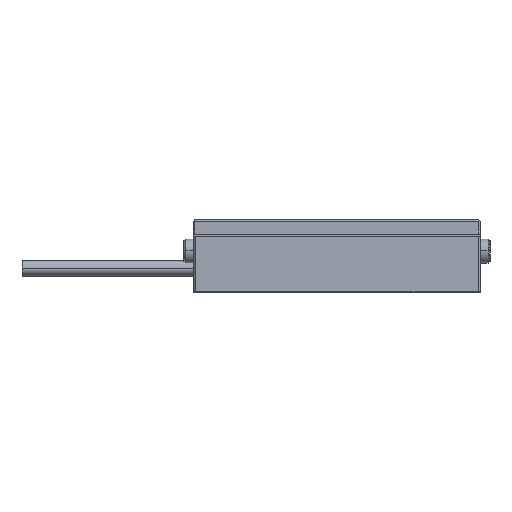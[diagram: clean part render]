
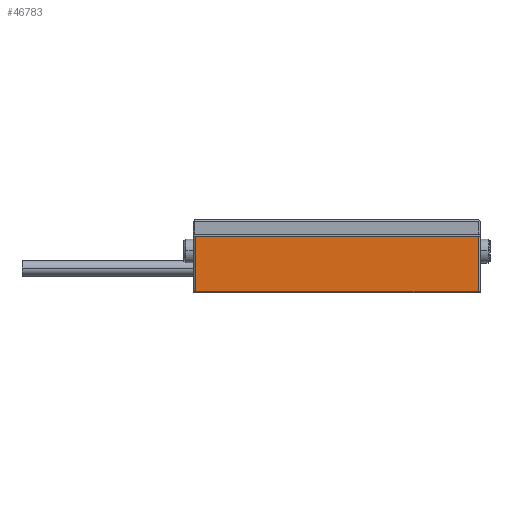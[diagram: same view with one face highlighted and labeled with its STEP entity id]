
A CAD part, top view. The second image highlights one B-rep face of the part: STEP entity #46783.
In plain terms, the highlighted planar face has unit normal (0, 0, 1).
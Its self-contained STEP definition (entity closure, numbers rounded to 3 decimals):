
#719 = EDGE_CURVE ( 'NONE', #53731, #34467, #11840, .T. ) ;
#776 = FACE_OUTER_BOUND ( 'NONE', #51087, .T. ) ;
#3186 = VECTOR ( 'NONE', #47828, 1000. ) ;
#4072 = VECTOR ( 'NONE', #44624, 1000. ) ;
#5842 = VERTEX_POINT ( 'NONE', #35914 ) ;
#7829 = DIRECTION ( 'NONE',  ( -1., 0., 0. ) ) ;
#8292 = LINE ( 'NONE', #59389, #3186 ) ;
#11063 = ORIENTED_EDGE ( 'NONE', *, *, #17525, .T. ) ;
#11840 = LINE ( 'NONE', #34594, #45676 ) ;
#13895 = VERTEX_POINT ( 'NONE', #38907 ) ;
#17072 = DIRECTION ( 'NONE',  ( 1., 0., 0. ) ) ;
#17525 = EDGE_CURVE ( 'NONE', #13895, #5842, #8292, .T. ) ;
#17880 = PLANE ( 'NONE',  #25368 ) ;
#19416 = LINE ( 'NONE', #65654, #53692 ) ;
#22260 = EDGE_CURVE ( 'NONE', #5842, #34467, #19416, .T. ) ;
#22961 = LINE ( 'NONE', #62151, #4072 ) ;
#25368 = AXIS2_PLACEMENT_3D ( 'NONE', #46615, #57813, #7829 ) ;
#30457 = ORIENTED_EDGE ( 'NONE', *, *, #48554, .T. ) ;
#30642 = DIRECTION ( 'NONE',  ( 0., 1., 0. ) ) ;
#34467 = VERTEX_POINT ( 'NONE', #42359 ) ;
#34594 = CARTESIAN_POINT ( 'NONE',  ( -36.708, 11.5, 35. ) ) ;
#35914 = CARTESIAN_POINT ( 'NONE',  ( 29.5, 0., 35. ) ) ;
#38578 = ORIENTED_EDGE ( 'NONE', *, *, #719, .F. ) ;
#38907 = CARTESIAN_POINT ( 'NONE',  ( -29.5, 0., 35. ) ) ;
#42359 = CARTESIAN_POINT ( 'NONE',  ( 29.5, 11.5, 35. ) ) ;
#44624 = DIRECTION ( 'NONE',  ( 0., -1., 0. ) ) ;
#45676 = VECTOR ( 'NONE', #17072, 1000. ) ;
#46615 = CARTESIAN_POINT ( 'NONE',  ( -30., 5.5, 35. ) ) ;
#46783 = ADVANCED_FACE ( 'NONE', ( #776 ), #17880, .F. ) ;
#47828 = DIRECTION ( 'NONE',  ( 1., 0., 0. ) ) ;
#48554 = EDGE_CURVE ( 'NONE', #53731, #13895, #22961, .T. ) ;
#51087 = EDGE_LOOP ( 'NONE', ( #11063, #51625, #38578, #30457 ) ) ;
#51625 = ORIENTED_EDGE ( 'NONE', *, *, #22260, .T. ) ;
#53692 = VECTOR ( 'NONE', #30642, 1000. ) ;
#53731 = VERTEX_POINT ( 'NONE', #58074 ) ;
#57813 = DIRECTION ( 'NONE',  ( 0., 0., -1. ) ) ;
#58074 = CARTESIAN_POINT ( 'NONE',  ( -29.5, 11.5, 35. ) ) ;
#59389 = CARTESIAN_POINT ( 'NONE',  ( -30., 0., 35. ) ) ;
#62151 = CARTESIAN_POINT ( 'NONE',  ( -29.5, 5.5, 35. ) ) ;
#65654 = CARTESIAN_POINT ( 'NONE',  ( 29.5, 5.5, 35. ) ) ;
